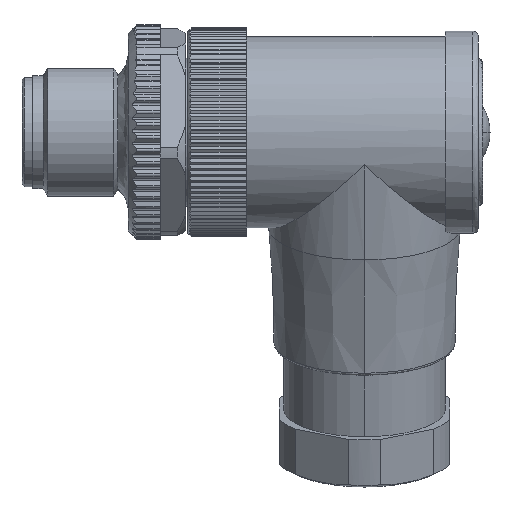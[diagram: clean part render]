
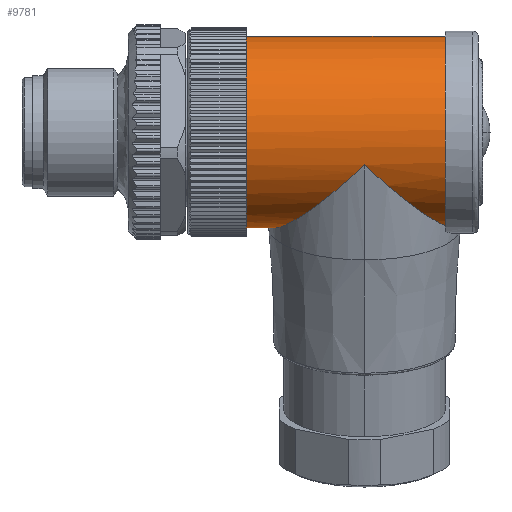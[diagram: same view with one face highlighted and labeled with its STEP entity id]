
A CAD part, front view. The second image highlights one B-rep face of the part: STEP entity #9781.
In plain terms, the highlighted cylindrical face has radius 9 mm (diameter 18 mm), a partial arc.
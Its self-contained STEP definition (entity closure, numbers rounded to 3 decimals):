
#147 = VERTEX_POINT ( 'NONE', #2412 ) ;
#168 = VERTEX_POINT ( 'NONE', #16847 ) ;
#216 = ORIENTED_EDGE ( 'NONE', *, *, #21042, .T. ) ;
#309 = CARTESIAN_POINT ( 'NONE',  ( 18.343, 0., -9. ) ) ;
#1321 = VERTEX_POINT ( 'NONE', #7189 ) ;
#1345 = LINE ( 'NONE', #21824, #20624 ) ;
#1531 = DIRECTION ( 'NONE',  ( 1., 0., 0. ) ) ;
#2043 = CARTESIAN_POINT ( 'NONE',  ( 19.681, -3.913, -9. ) ) ;
#2194 = DIRECTION ( 'NONE',  ( 1., 0., 0. ) ) ;
#2230 = VERTEX_POINT ( 'NONE', #17820 ) ;
#2412 = CARTESIAN_POINT ( 'NONE',  ( 18.343, 0., -9. ) ) ;
#2462 = ORIENTED_EDGE ( 'NONE', *, *, #17768, .F. ) ;
#2711 = LINE ( 'NONE', #12812, #14928 ) ;
#3273 = CARTESIAN_POINT ( 'NONE',  ( 15.7, 0., 0. ) ) ;
#4353 = EDGE_CURVE ( 'NONE', #1321, #4745, #9257, .T. ) ;
#4491 = EDGE_CURVE ( 'NONE', #2230, #168, #21081, .T. ) ;
#4688 = CARTESIAN_POINT ( 'NONE',  ( 34.4, 0., 0. ) ) ;
#4745 = VERTEX_POINT ( 'NONE', #18325 ) ;
#4848 = DIRECTION ( 'NONE',  ( 0., 0., -1. ) ) ;
#5035 = DIRECTION ( 'NONE',  ( 1., 0., 0. ) ) ;
#5189 = DIRECTION ( 'NONE',  ( 0., 0., -1. ) ) ;
#5868 = FACE_OUTER_BOUND ( 'NONE', #15383, .T. ) ;
#6693 = CYLINDRICAL_SURFACE ( 'NONE', #18389, 9. ) ;
#6981 =( BOUNDED_CURVE ( )  B_SPLINE_CURVE ( 3, ( #15314, #13710, #8191, #8271 ),
 .UNSPECIFIED., .F., .F. ) 
 B_SPLINE_CURVE_WITH_KNOTS ( ( 4, 4 ),
 ( 4.712, 5.718 ),
 .UNSPECIFIED. ) 
 CURVE ( )  GEOMETRIC_REPRESENTATION_ITEM ( )  RATIONAL_B_SPLINE_CURVE ( ( 1., 0.918, 0.918, 1. ) ) 
 REPRESENTATION_ITEM ( '' )  );
#7189 = CARTESIAN_POINT ( 'NONE',  ( 34.4, -1.931, -8.79 ) ) ;
#8191 = CARTESIAN_POINT ( 'NONE',  ( 32.712, -5.008, -8.114 ) ) ;
#8271 = CARTESIAN_POINT ( 'NONE',  ( 34.4, -1.931, -8.79 ) ) ;
#9257 = CIRCLE ( 'NONE', #18791, 9. ) ;
#9781 = ADVANCED_FACE ( 'NONE', ( #5868 ), #6693, .T. ) ;
#12812 = CARTESIAN_POINT ( 'NONE',  ( 23.4, 0., 9. ) ) ;
#13702 = DIRECTION ( 'NONE',  ( -1., 0., 0. ) ) ;
#13710 = CARTESIAN_POINT ( 'NONE',  ( 29.951, -7.38, -6.039 ) ) ;
#13814 = AXIS2_PLACEMENT_3D ( 'NONE', #3273, #1531, #15685 ) ;
#14238 =( BOUNDED_CURVE ( )  B_SPLINE_CURVE ( 3, ( #309, #2043, #16194, #15974 ),
 .UNSPECIFIED., .F., .F. ) 
 B_SPLINE_CURVE_WITH_KNOTS ( ( 4, 4 ),
 ( 3.491, 4.712 ),
 .UNSPECIFIED. ) 
 CURVE ( )  GEOMETRIC_REPRESENTATION_ITEM ( )  RATIONAL_B_SPLINE_CURVE ( ( 1., 0.879, 0.879, 1. ) ) 
 REPRESENTATION_ITEM ( '' )  );
#14844 = VERTEX_POINT ( 'NONE', #15114 ) ;
#14928 = VECTOR ( 'NONE', #2194, 1000. ) ;
#15114 = CARTESIAN_POINT ( 'NONE',  ( 26.8, -8.457, -3.078 ) ) ;
#15314 = CARTESIAN_POINT ( 'NONE',  ( 26.8, -8.457, -3.078 ) ) ;
#15383 = EDGE_LOOP ( 'NONE', ( #2462, #22560, #19007, #20022, #216, #18694 ) ) ;
#15685 = DIRECTION ( 'NONE',  ( 0., 0., -1. ) ) ;
#15974 = CARTESIAN_POINT ( 'NONE',  ( 26.8, -8.457, -3.078 ) ) ;
#16194 = CARTESIAN_POINT ( 'NONE',  ( 22.887, -7.119, -6.755 ) ) ;
#16847 = CARTESIAN_POINT ( 'NONE',  ( 15.7, 0., -9. ) ) ;
#17768 = EDGE_CURVE ( 'NONE', #2230, #4745, #2711, .T. ) ;
#17820 = CARTESIAN_POINT ( 'NONE',  ( 15.7, 0., 9. ) ) ;
#18176 = EDGE_CURVE ( 'NONE', #168, #147, #1345, .T. ) ;
#18325 = CARTESIAN_POINT ( 'NONE',  ( 34.4, 0., 9. ) ) ;
#18389 = AXIS2_PLACEMENT_3D ( 'NONE', #22607, #5035, #5189 ) ;
#18694 = ORIENTED_EDGE ( 'NONE', *, *, #4353, .T. ) ;
#18791 = AXIS2_PLACEMENT_3D ( 'NONE', #4688, #13702, #4848 ) ;
#19007 = ORIENTED_EDGE ( 'NONE', *, *, #18176, .T. ) ;
#19085 = EDGE_CURVE ( 'NONE', #147, #14844, #14238, .T. ) ;
#20022 = ORIENTED_EDGE ( 'NONE', *, *, #19085, .T. ) ;
#20321 = DIRECTION ( 'NONE',  ( 1., 0., 0. ) ) ;
#20624 = VECTOR ( 'NONE', #20321, 1000. ) ;
#21042 = EDGE_CURVE ( 'NONE', #14844, #1321, #6981, .T. ) ;
#21081 = CIRCLE ( 'NONE', #13814, 9. ) ;
#21824 = CARTESIAN_POINT ( 'NONE',  ( 23.4, 0., -9. ) ) ;
#22560 = ORIENTED_EDGE ( 'NONE', *, *, #4491, .T. ) ;
#22607 = CARTESIAN_POINT ( 'NONE',  ( 23.4, 0., 0. ) ) ;
